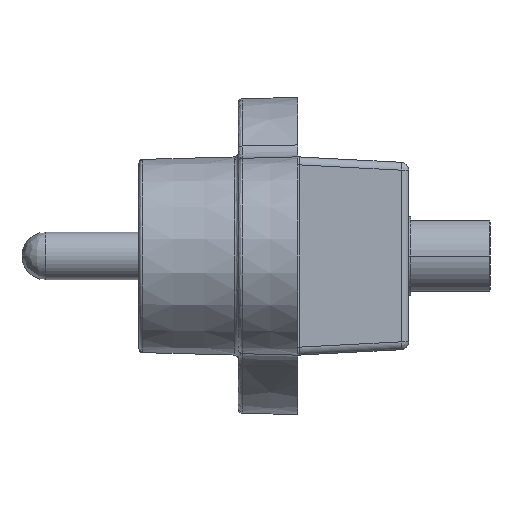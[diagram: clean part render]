
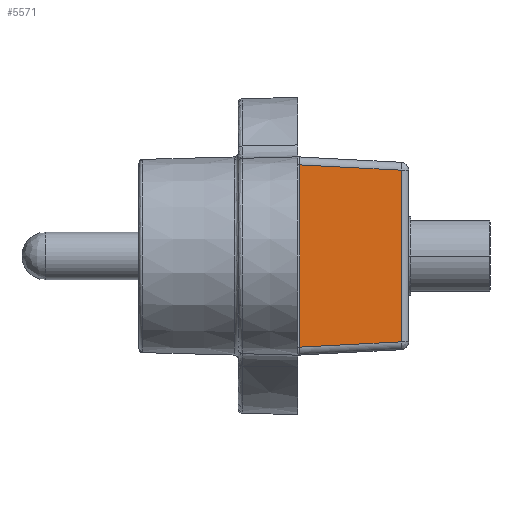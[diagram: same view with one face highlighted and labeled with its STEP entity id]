
A CAD part, left-side view. The second image highlights one B-rep face of the part: STEP entity #5571.
In plain terms, the highlighted planar face has unit normal (-0.999, -0.052, 0).
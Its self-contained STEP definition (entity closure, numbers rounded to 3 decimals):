
#289 = PLANE ( 'NONE',  #7172 ) ;
#600 = EDGE_CURVE ( 'NONE', #1880, #7930, #6972, .T. ) ;
#1081 = DIRECTION ( 'NONE',  ( -0.052, 0.997, 0.052 ) ) ;
#1199 = DIRECTION ( 'NONE',  ( 0., 0., -1. ) ) ;
#1493 = CARTESIAN_POINT ( 'NONE',  ( -2.298, -0.047, -2.298 ) ) ;
#1800 = CARTESIAN_POINT ( 'NONE',  ( -2.163, -2.61, 2.163 ) ) ;
#1880 = VERTEX_POINT ( 'NONE', #4460 ) ;
#1902 = LINE ( 'NONE', #1800, #6585 ) ;
#2087 = ORIENTED_EDGE ( 'NONE', *, *, #6783, .T. ) ;
#2543 = EDGE_CURVE ( 'NONE', #5411, #4682, #6587, .T. ) ;
#2598 = DIRECTION ( 'NONE',  ( -0.999, -0.052, 0. ) ) ;
#3250 = DIRECTION ( 'NONE',  ( 0.052, -0.999, 0. ) ) ;
#3323 = EDGE_CURVE ( 'NONE', #7930, #5411, #7225, .T. ) ;
#3438 = CARTESIAN_POINT ( 'NONE',  ( -2.298, -0.047, -2.5 ) ) ;
#4444 = VECTOR ( 'NONE', #1199, 1000. ) ;
#4460 = CARTESIAN_POINT ( 'NONE',  ( -2.298, -0.047, 2.298 ) ) ;
#4682 = VERTEX_POINT ( 'NONE', #6290 ) ;
#4820 = ORIENTED_EDGE ( 'NONE', *, *, #3323, .T. ) ;
#5023 = DIRECTION ( 'NONE',  ( 0., 0., 1. ) ) ;
#5411 = VERTEX_POINT ( 'NONE', #6835 ) ;
#5540 = VECTOR ( 'NONE', #6470, 1000. ) ;
#5571 = ADVANCED_FACE ( 'NONE', ( #7763 ), #289, .T. ) ;
#5980 = ORIENTED_EDGE ( 'NONE', *, *, #2543, .T. ) ;
#6290 = CARTESIAN_POINT ( 'NONE',  ( -2.163, -2.61, 2.163 ) ) ;
#6470 = DIRECTION ( 'NONE',  ( 0.052, -0.997, 0.052 ) ) ;
#6552 = CARTESIAN_POINT ( 'NONE',  ( -2.163, -2.61, -2.5 ) ) ;
#6561 = EDGE_LOOP ( 'NONE', ( #4820, #5980, #2087, #7483 ) ) ;
#6583 = VECTOR ( 'NONE', #5023, 1000. ) ;
#6585 = VECTOR ( 'NONE', #1081, 1000. ) ;
#6587 = LINE ( 'NONE', #6552, #6583 ) ;
#6783 = EDGE_CURVE ( 'NONE', #4682, #1880, #1902, .T. ) ;
#6835 = CARTESIAN_POINT ( 'NONE',  ( -2.163, -2.61, -2.163 ) ) ;
#6926 = CARTESIAN_POINT ( 'NONE',  ( -2.3, 0., -2.5 ) ) ;
#6972 = LINE ( 'NONE', #3438, #4444 ) ;
#7172 = AXIS2_PLACEMENT_3D ( 'NONE', #6926, #2598, #3250 ) ;
#7225 = LINE ( 'NONE', #8708, #5540 ) ;
#7483 = ORIENTED_EDGE ( 'NONE', *, *, #600, .T. ) ;
#7763 = FACE_OUTER_BOUND ( 'NONE', #6561, .T. ) ;
#7930 = VERTEX_POINT ( 'NONE', #1493 ) ;
#8708 = CARTESIAN_POINT ( 'NONE',  ( -2.298, -0.047, -2.298 ) ) ;
